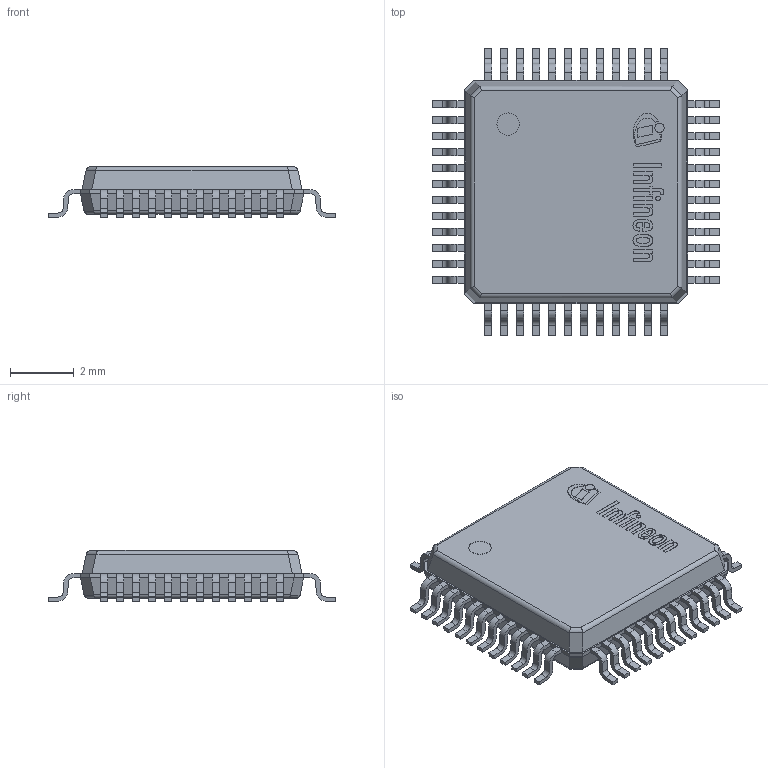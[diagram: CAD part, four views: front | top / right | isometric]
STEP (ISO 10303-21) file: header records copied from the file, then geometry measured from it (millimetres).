
FILE_DESCRIPTION(/* description */ (''),/* implementation_level */ '2;1');
FILE_NAME(/* name */ 'PG-LQFP-48-10.stp',/* time_stamp */ '2018-09-28T15:44:11+05:00',/* author */ ('janartha'),/* organization */ (''),/* preprocessor_version */ 'ST-DEVELOPER v16.13',/* originating_system */ 'AutoCAD Mechanical',/* authorisation */ '');
FILE_SCHEMA (('AUTOMOTIVE_DESIGN { 1 0 10303 214 3 1 1 }'));
Length unit declared in the file: millimetre
Products named in the file (1): Product
Bounding box: 9 x 9 x 1.61 mm (x, y, z)
Volume: 71.4 mm3; surface area: 379.2 mm2
Topology: 64 solids, 64 shells, 926 faces, 2392 edges, 1596 vertices
Faces by surface type: plane 600, cylinder 326
Full cylindrical faces by diameter (mm): 0.142 x1, 0.293 x1, 0.7 x2
Entity records: 28236 total; most frequent: CARTESIAN_POINT 4912, DIRECTION 4895, ORIENTED_EDGE 4776, EDGE_CURVE 2388, LINE 1737, VECTOR 1737, VERTEX_POINT 1594, AXIS2_PLACEMENT_3D 1579
